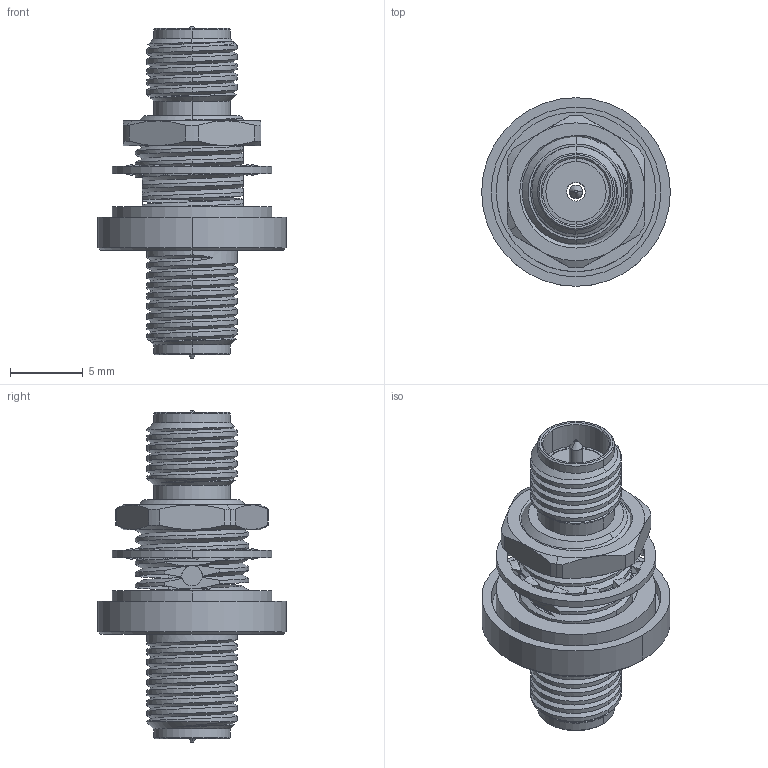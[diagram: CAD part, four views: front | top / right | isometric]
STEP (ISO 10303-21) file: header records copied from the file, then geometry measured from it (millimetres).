
FILE_DESCRIPTION (( 'STEP AP214' ), '1' );
FILE_NAME ('31-501-D10.STEP', '2024-08-28T19:55:51', ( '' ), ( '' ), 'SwSTEP 2.0', 'SolidWorks 2024', '' );
FILE_SCHEMA (( 'AUTOMOTIVE_DESIGN' ));
Length unit declared in the file: millimetre
Products named in the file (1): 31-501-D10
Bounding box: 13 x 13 x 22.88 mm (x, y, z)
Surface area: 1499 mm2 (no closed solid volume)
Topology: 0 solids, 11 shells, 258 faces, 757 edges, 491 vertices
Faces by surface type: cylinder 94, bspline 62, plane 54, cone 48
Entity records: 13120 total; most frequent: CARTESIAN_POINT 7103, ORIENTED_EDGE 1326, DIRECTION 1050, EDGE_CURVE 757, VERTEX_POINT 491, AXIS2_PLACEMENT_3D 373, VECTOR 304, LINE 304
